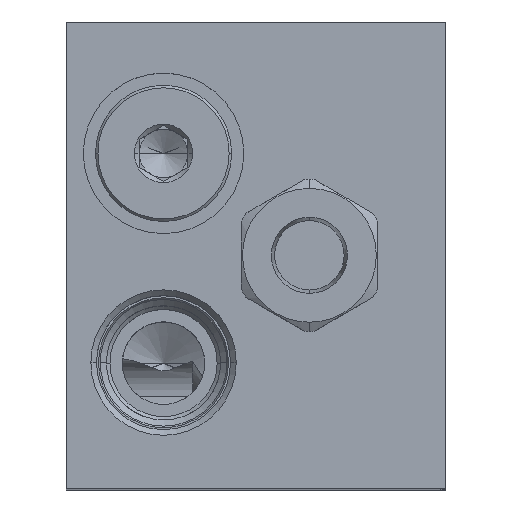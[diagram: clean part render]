
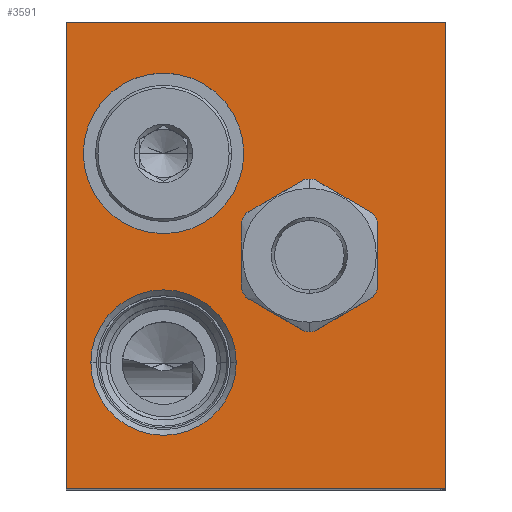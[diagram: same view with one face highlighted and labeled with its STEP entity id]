
A CAD part, top view. The second image highlights one B-rep face of the part: STEP entity #3591.
In plain terms, the highlighted planar face has unit normal (0, 0, 1).
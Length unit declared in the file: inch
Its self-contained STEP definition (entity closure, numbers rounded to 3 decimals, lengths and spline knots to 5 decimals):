
#718=DIRECTION('',(0.,-1.,0.));
#719=VECTOR('',#718,3.);
#720=CARTESIAN_POINT('',(0.,0.,3.75));
#721=LINE('',#720,#719);
#722=DIRECTION('',(-1.,0.,0.));
#723=VECTOR('',#722,2.438);
#724=CARTESIAN_POINT('',(2.438,0.,3.75));
#725=LINE('',#724,#723);
#726=DIRECTION('',(0.,1.,0.));
#727=VECTOR('',#726,3.);
#728=CARTESIAN_POINT('',(2.438,-3.,3.75));
#729=LINE('',#728,#727);
#730=DIRECTION('',(1.,0.,0.));
#731=VECTOR('',#730,2.438);
#732=CARTESIAN_POINT('',(0.,-3.,3.75));
#733=LINE('',#732,#731);
#734=CARTESIAN_POINT('',(1.562,-1.5,3.75));
#735=DIRECTION('',(0.,0.,-1.));
#736=DIRECTION('',(-1.,0.,0.));
#737=AXIS2_PLACEMENT_3D('',#734,#735,#736);
#739=CARTESIAN_POINT('',(1.562,-1.5,3.75));
#740=DIRECTION('',(0.,0.,-1.));
#741=DIRECTION('',(1.,0.,0.));
#742=AXIS2_PLACEMENT_3D('',#739,#740,#741);
#744=CARTESIAN_POINT('',(0.625,-2.188,3.75));
#745=DIRECTION('',(0.,0.,-1.));
#746=DIRECTION('',(-1.,0.,0.));
#747=AXIS2_PLACEMENT_3D('',#744,#745,#746);
#749=CARTESIAN_POINT('',(0.625,-2.188,3.75));
#750=DIRECTION('',(0.,0.,-1.));
#751=DIRECTION('',(1.,0.,0.));
#752=AXIS2_PLACEMENT_3D('',#749,#750,#751);
#754=CARTESIAN_POINT('',(0.625,-0.844,3.75));
#755=DIRECTION('',(0.,0.,-1.));
#756=DIRECTION('',(-1.,0.,0.));
#757=AXIS2_PLACEMENT_3D('',#754,#755,#756);
#759=CARTESIAN_POINT('',(0.625,-0.844,3.75));
#760=DIRECTION('',(0.,0.,-1.));
#761=DIRECTION('',(1.,0.,0.));
#762=AXIS2_PLACEMENT_3D('',#759,#760,#761);
#2607=CARTESIAN_POINT('',(0.,0.,3.75));
#2608=CARTESIAN_POINT('',(0.,-3.,3.75));
#2609=VERTEX_POINT('',#2607);
#2610=VERTEX_POINT('',#2608);
#2611=CARTESIAN_POINT('',(2.438,-3.,3.75));
#2612=VERTEX_POINT('',#2611);
#2613=CARTESIAN_POINT('',(2.438,0.,3.75));
#2614=VERTEX_POINT('',#2613);
#2651=CARTESIAN_POINT('',(1.9925,-1.5,3.75));
#2652=VERTEX_POINT('',#2651);
#2657=CARTESIAN_POINT('',(1.1315,-1.5,3.75));
#2658=VERTEX_POINT('',#2657);
#2707=CARTESIAN_POINT('',(1.092,-2.188,3.75));
#2708=VERTEX_POINT('',#2707);
#2717=CARTESIAN_POINT('',(0.158,-2.188,3.75));
#2718=VERTEX_POINT('',#2717);
#2747=CARTESIAN_POINT('',(0.1095,-0.844,3.75));
#2748=CARTESIAN_POINT('',(1.1405,-0.844,3.75));
#2749=VERTEX_POINT('',#2747);
#2750=VERTEX_POINT('',#2748);
#3564=CARTESIAN_POINT('',(0.,0.,3.75));
#3565=DIRECTION('',(0.,0.,1.));
#3566=DIRECTION('',(1.,0.,0.));
#3567=AXIS2_PLACEMENT_3D('',#3564,#3565,#3566);
#3568=PLANE('',#3567);
#3569=ORIENTED_EDGE('',*,*,#2980,.F.);
#3570=ORIENTED_EDGE('',*,*,#3036,.F.);
#3571=ORIENTED_EDGE('',*,*,#3073,.F.);
#3572=ORIENTED_EDGE('',*,*,#3113,.F.);
#3573=EDGE_LOOP('',(#3569,#3570,#3571,#3572));
#3574=FACE_OUTER_BOUND('',#3573,.F.);
#3575=ORIENTED_EDGE('',*,*,#3559,.F.);
#3576=ORIENTED_EDGE('',*,*,#3543,.F.);
#3577=EDGE_LOOP('',(#3575,#3576));
#3578=FACE_BOUND('',#3577,.F.);
#3580=ORIENTED_EDGE('',*,*,#3579,.F.);
#3582=ORIENTED_EDGE('',*,*,#3581,.F.);
#3583=EDGE_LOOP('',(#3580,#3582));
#3584=FACE_BOUND('',#3583,.F.);
#3586=ORIENTED_EDGE('',*,*,#3585,.F.);
#3588=ORIENTED_EDGE('',*,*,#3587,.F.);
#3589=EDGE_LOOP('',(#3586,#3588));
#3590=FACE_BOUND('',#3589,.F.);
#3591=ADVANCED_FACE('',(#3574,#3578,#3584,#3590),#3568,.T.);
#738=CIRCLE('',#737,0.4305);
#743=CIRCLE('',#742,0.4305);
#748=CIRCLE('',#747,0.467);
#753=CIRCLE('',#752,0.467);
#758=CIRCLE('',#757,0.5155);
#763=CIRCLE('',#762,0.5155);
#2980=EDGE_CURVE('',#2609,#2610,#721,.T.);
#3036=EDGE_CURVE('',#2614,#2609,#725,.T.);
#3073=EDGE_CURVE('',#2612,#2614,#729,.T.);
#3113=EDGE_CURVE('',#2610,#2612,#733,.T.);
#3543=EDGE_CURVE('',#2652,#2658,#743,.T.);
#3559=EDGE_CURVE('',#2658,#2652,#738,.T.);
#3579=EDGE_CURVE('',#2718,#2708,#748,.T.);
#3581=EDGE_CURVE('',#2708,#2718,#753,.T.);
#3585=EDGE_CURVE('',#2749,#2750,#758,.T.);
#3587=EDGE_CURVE('',#2750,#2749,#763,.T.);
